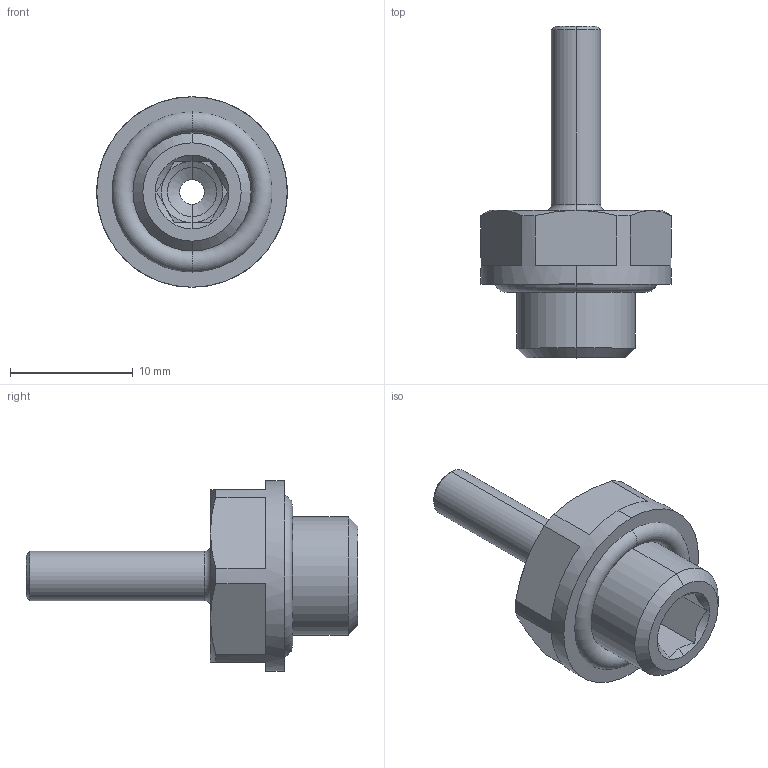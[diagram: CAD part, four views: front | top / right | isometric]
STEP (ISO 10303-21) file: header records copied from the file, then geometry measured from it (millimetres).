
FILE_DESCRIPTION (( 'STEP AP203' ), '1' );
FILE_NAME ('B0030011.STEP', '2012-08-21T12:25:30', ( '' ), ( 'sopra-pneumatic' ), 'SwSTEP 2.0', 'SolidWorks 2011', '' );
FILE_SCHEMA (( 'CONFIG_CONTROL_DESIGN' ));
Length unit declared in the file: millimetre
Products named in the file (1): B0030011
Bounding box: 15.5 x 27 x 15.5 mm (x, y, z)
Volume: 1437.2 mm3; surface area: 1530.7 mm2
Topology: 2 solids, 2 shells, 63 faces, 144 edges, 86 vertices
Faces by surface type: plane 29, cone 16, cylinder 12, torus 6
Entity records: 1927 total; most frequent: CARTESIAN_POINT 414, DIRECTION 318, ORIENTED_EDGE 288, EDGE_CURVE 144, AXIS2_PLACEMENT_3D 130, VERTEX_POINT 86, EDGE_LOOP 68, CIRCLE 66
